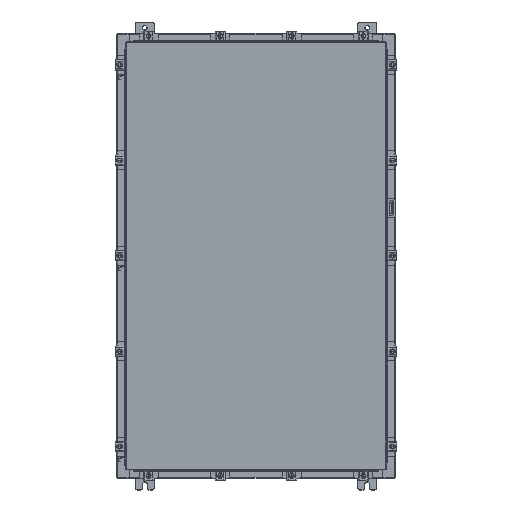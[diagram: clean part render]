
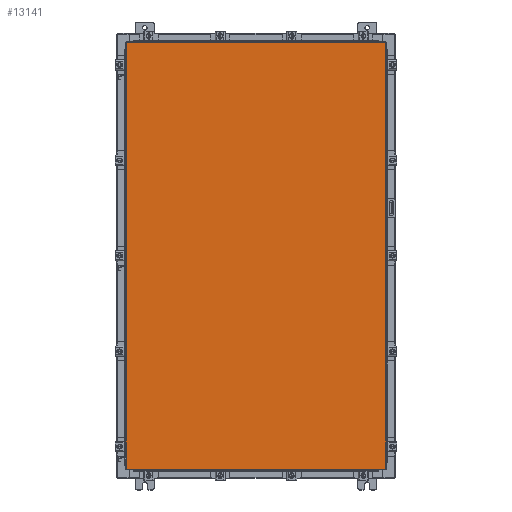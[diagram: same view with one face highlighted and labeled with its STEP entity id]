
A CAD part, top view. The second image highlights one B-rep face of the part: STEP entity #13141.
In plain terms, the highlighted planar face has unit normal (0, 0, 1).
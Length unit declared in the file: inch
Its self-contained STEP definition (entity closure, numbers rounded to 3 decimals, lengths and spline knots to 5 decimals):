
#317 = VERTEX_POINT ( 'NONE', #12090 ) ;
#1396 = VERTEX_POINT ( 'NONE', #3973 ) ;
#1817 = CARTESIAN_POINT ( 'NONE',  ( -13.9903, 23.0063, 0. ) ) ;
#3973 = CARTESIAN_POINT ( 'NONE',  ( 13.9903, -23.0063, 0. ) ) ;
#4727 = EDGE_CURVE ( 'NONE', #22248, #1396, #22073, .T. ) ;
#5405 = DIRECTION ( 'NONE',  ( -1., 0., 0. ) ) ;
#5730 = CARTESIAN_POINT ( 'NONE',  ( 13.9903, -23.0063, 0. ) ) ;
#6305 = DIRECTION ( 'NONE',  ( -1., 0., 0. ) ) ;
#6599 = ORIENTED_EDGE ( 'NONE', *, *, #15215, .T. ) ;
#7044 = CARTESIAN_POINT ( 'NONE',  ( -13.9903, -23.0063, 0. ) ) ;
#8217 = VERTEX_POINT ( 'NONE', #17587 ) ;
#9403 = DIRECTION ( 'NONE',  ( 0., -1., 0. ) ) ;
#11632 = FACE_OUTER_BOUND ( 'NONE', #18107, .T. ) ;
#12090 = CARTESIAN_POINT ( 'NONE',  ( 13.9903, 23.0063, 0. ) ) ;
#12712 = ORIENTED_EDGE ( 'NONE', *, *, #18709, .T. ) ;
#13033 = AXIS2_PLACEMENT_3D ( 'NONE', #18612, #16774, #5405 ) ;
#13141 = ADVANCED_FACE ( 'NONE', ( #11632 ), #14868, .F. ) ;
#13178 = LINE ( 'NONE', #5730, #23857 ) ;
#14868 = PLANE ( 'NONE',  #13033 ) ;
#15215 = EDGE_CURVE ( 'NONE', #317, #8217, #24341, .T. ) ;
#16366 = ORIENTED_EDGE ( 'NONE', *, *, #4727, .T. ) ;
#16774 = DIRECTION ( 'NONE',  ( 0., 0., -1. ) ) ;
#17084 = DIRECTION ( 'NONE',  ( 0., 1., 0. ) ) ;
#17587 = CARTESIAN_POINT ( 'NONE',  ( -13.9903, 23.0063, 0. ) ) ;
#18107 = EDGE_LOOP ( 'NONE', ( #16366, #21986, #6599, #12712 ) ) ;
#18612 = CARTESIAN_POINT ( 'NONE',  ( 0., 0., 0. ) ) ;
#18709 = EDGE_CURVE ( 'NONE', #8217, #22248, #19221, .T. ) ;
#18734 = VECTOR ( 'NONE', #6305, 39.37008 ) ;
#19221 = LINE ( 'NONE', #1817, #23645 ) ;
#20331 = DIRECTION ( 'NONE',  ( 1., 0., 0. ) ) ;
#21976 = CARTESIAN_POINT ( 'NONE',  ( -13.9903, -23.0063, 0. ) ) ;
#21986 = ORIENTED_EDGE ( 'NONE', *, *, #24367, .T. ) ;
#22073 = LINE ( 'NONE', #7044, #22677 ) ;
#22248 = VERTEX_POINT ( 'NONE', #21976 ) ;
#22677 = VECTOR ( 'NONE', #20331, 39.37008 ) ;
#23408 = CARTESIAN_POINT ( 'NONE',  ( 13.9903, 23.0063, 0. ) ) ;
#23645 = VECTOR ( 'NONE', #9403, 39.37008 ) ;
#23857 = VECTOR ( 'NONE', #17084, 39.37008 ) ;
#24341 = LINE ( 'NONE', #23408, #18734 ) ;
#24367 = EDGE_CURVE ( 'NONE', #1396, #317, #13178, .T. ) ;
